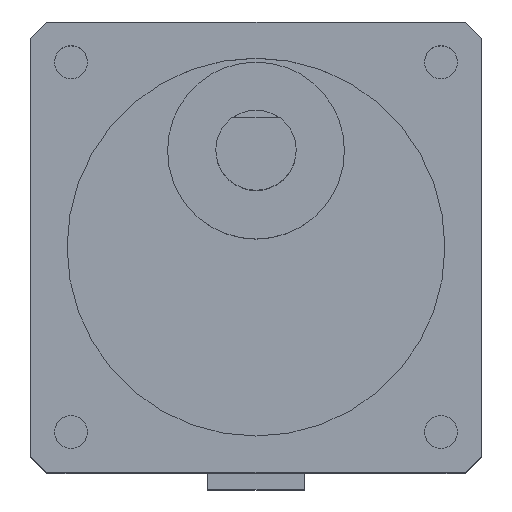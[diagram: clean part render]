
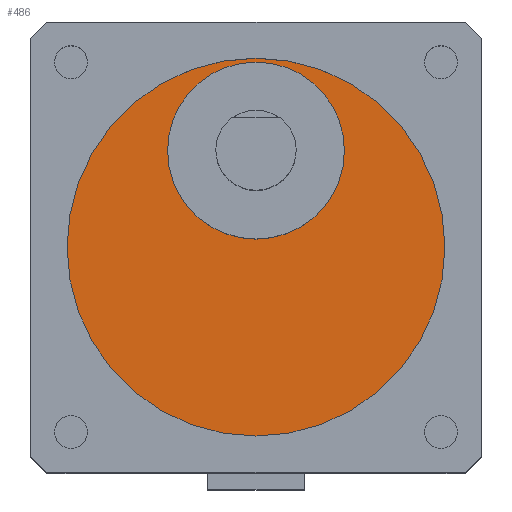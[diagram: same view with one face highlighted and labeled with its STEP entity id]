
A CAD part, top view. The second image highlights one B-rep face of the part: STEP entity #486.
In plain terms, the highlighted planar face has unit normal (0, 0, 1).
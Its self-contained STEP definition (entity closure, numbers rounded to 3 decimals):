
#1 = AXIS2_PLACEMENT_3D ( 'NONE', #2849, #2850, #2851 ) ;
#2 = CIRCLE ( 'NONE', #3590, 11.75 ) ;
#83 = CIRCLE ( 'NONE', #88, 5.5 ) ;
#88 = AXIS2_PLACEMENT_3D ( 'NONE', #2842, #2843, #2844 ) ;
#119 = CIRCLE ( 'NONE', #1, 11.75 ) ;
#209 = CIRCLE ( 'NONE', #3592, 5.5 ) ;
#486 = ADVANCED_FACE ( 'NONE', ( #2187, #2188 ), #1830, .T. ) ;
#735 = EDGE_CURVE ( 'NONE', #3475, #3476, #83, .T. ) ;
#738 = EDGE_CURVE ( 'NONE', #3477, #3478, #119, .T. ) ;
#743 = EDGE_CURVE ( 'NONE', #3478, #3477, #2, .T. ) ;
#744 = EDGE_CURVE ( 'NONE', #3476, #3475, #209, .T. ) ;
#1114 = AXIS2_PLACEMENT_3D ( 'NONE', #1831, #1832, #1833 ) ;
#1830 = PLANE ( 'NONE',  #1114 ) ;
#1831 = CARTESIAN_POINT ( 'NONE',  ( 0., 0., 24. ) ) ;
#1832 = DIRECTION ( 'NONE',  ( 0., 0., 1. ) ) ;
#1833 = DIRECTION ( 'NONE',  ( 1., 0., 0. ) ) ;
#2187 = FACE_OUTER_BOUND ( 'NONE', #3069, .T. ) ;
#2188 = FACE_BOUND ( 'NONE', #3043, .T. ) ;
#2842 = CARTESIAN_POINT ( 'NONE',  ( 0., 6., 24. ) ) ;
#2843 = DIRECTION ( 'NONE',  ( 0., 0., 1. ) ) ;
#2844 = DIRECTION ( 'NONE',  ( 1., 0., 0. ) ) ;
#2849 = CARTESIAN_POINT ( 'NONE',  ( 0., 0., 24. ) ) ;
#2850 = DIRECTION ( 'NONE',  ( 0., 0., 1. ) ) ;
#2851 = DIRECTION ( 'NONE',  ( 1., 0., 0. ) ) ;
#2863 = CARTESIAN_POINT ( 'NONE',  ( 0., 0., 24. ) ) ;
#2864 = DIRECTION ( 'NONE',  ( 0., 0., 1. ) ) ;
#2865 = DIRECTION ( 'NONE',  ( 1., 0., 0. ) ) ;
#2866 = CARTESIAN_POINT ( 'NONE',  ( 0., 6., 24. ) ) ;
#2867 = DIRECTION ( 'NONE',  ( 0., 0., 1. ) ) ;
#2868 = DIRECTION ( 'NONE',  ( 1., 0., 0. ) ) ;
#3043 = EDGE_LOOP ( 'NONE', ( #4093, #4097 ) ) ;
#3069 = EDGE_LOOP ( 'NONE', ( #4090, #4096 ) ) ;
#3475 = VERTEX_POINT ( 'NONE', #4757 ) ;
#3476 = VERTEX_POINT ( 'NONE', #4758 ) ;
#3477 = VERTEX_POINT ( 'NONE', #4759 ) ;
#3478 = VERTEX_POINT ( 'NONE', #4760 ) ;
#3590 = AXIS2_PLACEMENT_3D ( 'NONE', #2863, #2864, #2865 ) ;
#3592 = AXIS2_PLACEMENT_3D ( 'NONE', #2866, #2867, #2868 ) ;
#4090 = ORIENTED_EDGE ( 'NONE', *, *, #743, .T. ) ;
#4093 = ORIENTED_EDGE ( 'NONE', *, *, #744, .F. ) ;
#4096 = ORIENTED_EDGE ( 'NONE', *, *, #738, .T. ) ;
#4097 = ORIENTED_EDGE ( 'NONE', *, *, #735, .F. ) ;
#4757 = CARTESIAN_POINT ( 'NONE',  ( 5.5, 6., 24. ) ) ;
#4758 = CARTESIAN_POINT ( 'NONE',  ( -5.5, 6., 24. ) ) ;
#4759 = CARTESIAN_POINT ( 'NONE',  ( -11.75, 0., 24. ) ) ;
#4760 = CARTESIAN_POINT ( 'NONE',  ( 11.75, 0., 24. ) ) ;
